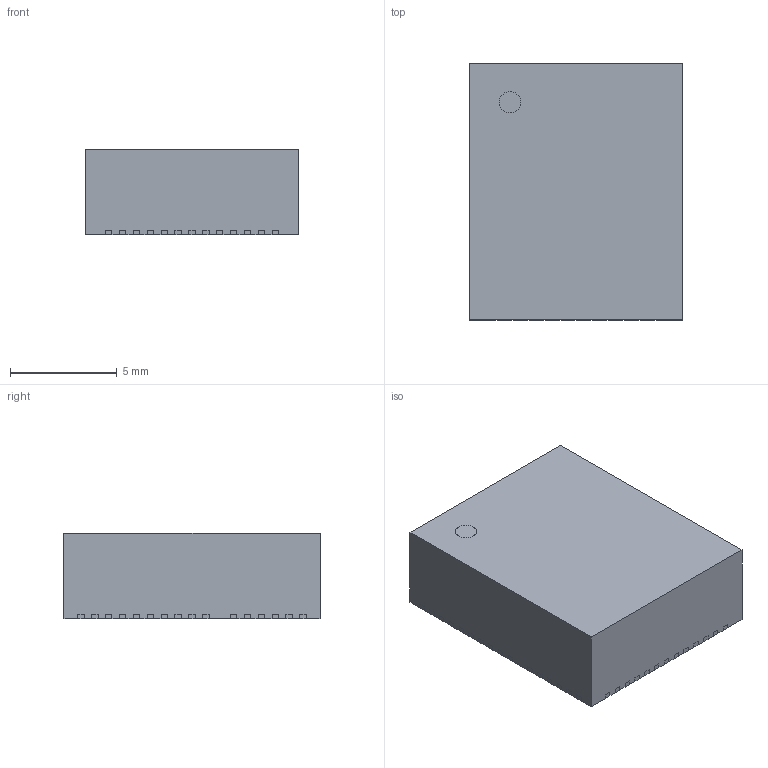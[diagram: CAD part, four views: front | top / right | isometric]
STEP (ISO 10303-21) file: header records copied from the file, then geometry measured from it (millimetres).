
FILE_DESCRIPTION (( 'STEP AP214' ), '1' );
FILE_NAME ('MPM3695GRF-25.STEP', '2022-08-01T02:59:39', ( '' ), ( '' ), 'SwSTEP 2.0', 'SolidWorks 2017', '' );
FILE_SCHEMA (( 'AUTOMOTIVE_DESIGN' ));
Length unit declared in the file: millimetre
Products named in the file (1): MPM3695GRF-25
Bounding box: 10 x 12 x 4.01 mm (x, y, z)
Volume: 480.3 mm3; surface area: 580 mm2
Topology: 60 solids, 60 shells, 944 faces, 2446 edges, 1640 vertices
Faces by surface type: plane 672, cylinder 272
Entity records: 29354 total; most frequent: CARTESIAN_POINT 5031, ORIENTED_EDGE 4892, DIRECTION 4880, EDGE_CURVE 2446, LINE 1902, VECTOR 1902, VERTEX_POINT 1640, AXIS2_PLACEMENT_3D 1489
